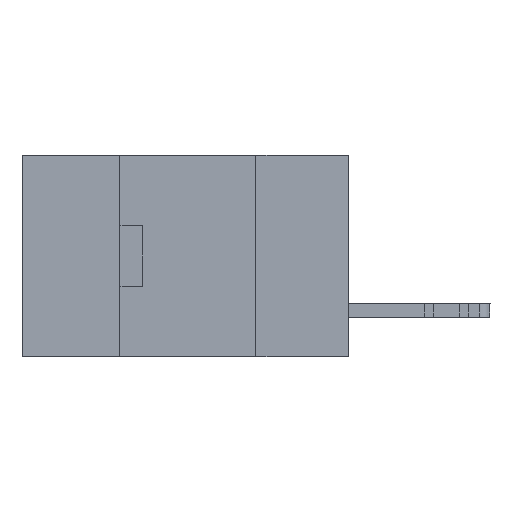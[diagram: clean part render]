
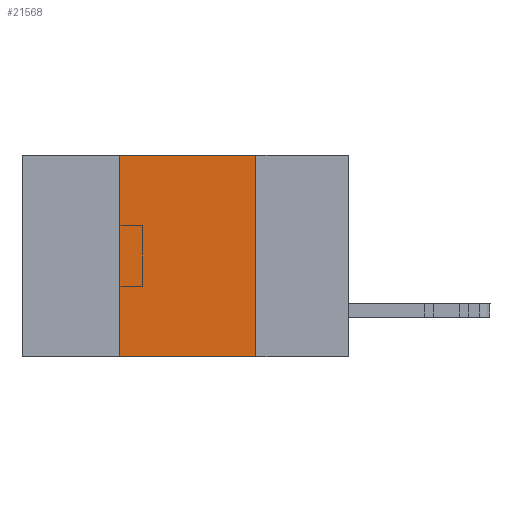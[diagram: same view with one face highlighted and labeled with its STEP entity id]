
A CAD part, left-side view. The second image highlights one B-rep face of the part: STEP entity #21568.
In plain terms, the highlighted planar face has unit normal (-1, 0, 0).
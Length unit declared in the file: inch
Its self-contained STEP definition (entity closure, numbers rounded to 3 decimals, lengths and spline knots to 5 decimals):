
#980 = CARTESIAN_POINT ( 'NONE',  ( 0., 0.6, 0. ) ) ;
#1145 = VECTOR ( 'NONE', #16991, 39.37008 ) ;
#1228 = VERTEX_POINT ( 'NONE', #2934 ) ;
#1690 = PLANE ( 'NONE',  #21003 ) ;
#2934 = CARTESIAN_POINT ( 'NONE',  ( 0., 0.17, -0.37 ) ) ;
#3202 = DIRECTION ( 'NONE',  ( 0., -1., 0. ) ) ;
#4133 = EDGE_CURVE ( 'NONE', #25309, #1228, #12602, .T. ) ;
#4432 = CARTESIAN_POINT ( 'NONE',  ( 0., 0.42, 0. ) ) ;
#4852 = LINE ( 'NONE', #18201, #20201 ) ;
#5403 = ORIENTED_EDGE ( 'NONE', *, *, #12920, .F. ) ;
#5908 = CARTESIAN_POINT ( 'NONE',  ( 0., 0.42, -0.37 ) ) ;
#6982 = ORIENTED_EDGE ( 'NONE', *, *, #22644, .F. ) ;
#9525 = CARTESIAN_POINT ( 'NONE',  ( 0., 0.17, -0.37 ) ) ;
#9833 = EDGE_LOOP ( 'NONE', ( #5403, #26833, #6982, #18134 ) ) ;
#10428 = DIRECTION ( 'NONE',  ( 1., 0., 0. ) ) ;
#12307 = LINE ( 'NONE', #9525, #12977 ) ;
#12602 = LINE ( 'NONE', #16175, #1145 ) ;
#12920 = EDGE_CURVE ( 'NONE', #26592, #1228, #12307, .T. ) ;
#12977 = VECTOR ( 'NONE', #23801, 39.37008 ) ;
#16175 = CARTESIAN_POINT ( 'NONE',  ( 0., 0.6, -0.37 ) ) ;
#16327 = VERTEX_POINT ( 'NONE', #4432 ) ;
#16991 = DIRECTION ( 'NONE',  ( 0., -1., 0. ) ) ;
#17302 = EDGE_CURVE ( 'NONE', #16327, #26592, #25359, .T. ) ;
#18134 = ORIENTED_EDGE ( 'NONE', *, *, #4133, .T. ) ;
#18201 = CARTESIAN_POINT ( 'NONE',  ( 0., 0.42, -0.37 ) ) ;
#20201 = VECTOR ( 'NONE', #20211, 39.37008 ) ;
#20211 = DIRECTION ( 'NONE',  ( 0., 0., 1. ) ) ;
#21003 = AXIS2_PLACEMENT_3D ( 'NONE', #22642, #10428, #24604 ) ;
#21568 = ADVANCED_FACE ( 'NONE', ( #22442 ), #1690, .F. ) ;
#22442 = FACE_OUTER_BOUND ( 'NONE', #9833, .T. ) ;
#22642 = CARTESIAN_POINT ( 'NONE',  ( 0., 0.6, 0. ) ) ;
#22644 = EDGE_CURVE ( 'NONE', #25309, #16327, #4852, .T. ) ;
#23801 = DIRECTION ( 'NONE',  ( 0., 0., -1. ) ) ;
#24604 = DIRECTION ( 'NONE',  ( 0., 0., -1. ) ) ;
#24748 = VECTOR ( 'NONE', #3202, 39.37008 ) ;
#25309 = VERTEX_POINT ( 'NONE', #5908 ) ;
#25359 = LINE ( 'NONE', #980, #24748 ) ;
#26102 = CARTESIAN_POINT ( 'NONE',  ( 0., 0.17, 0. ) ) ;
#26592 = VERTEX_POINT ( 'NONE', #26102 ) ;
#26833 = ORIENTED_EDGE ( 'NONE', *, *, #17302, .F. ) ;
